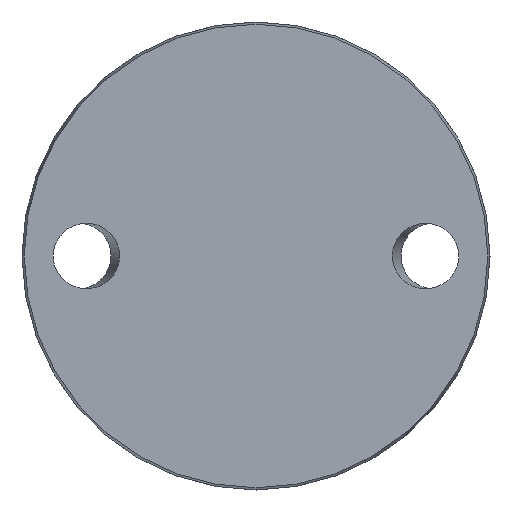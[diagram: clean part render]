
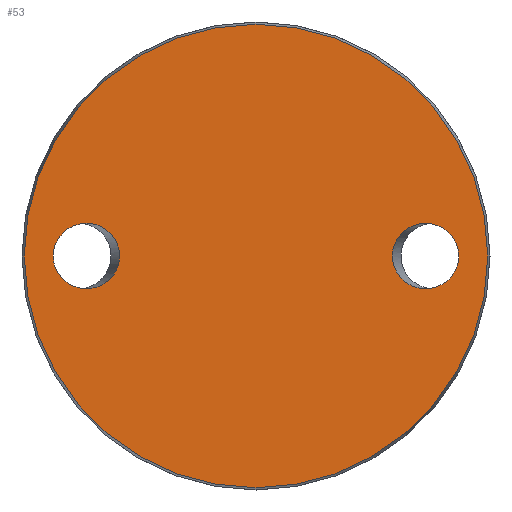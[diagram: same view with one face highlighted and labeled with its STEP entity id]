
A CAD part, front view. The second image highlights one B-rep face of the part: STEP entity #53.
In plain terms, the highlighted planar face has unit normal (0, -1, 0).
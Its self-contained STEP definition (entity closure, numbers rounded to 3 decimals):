
#52 = VERTEX_POINT ( 'NONE', #977 ) ;
#53 = ADVANCED_FACE ( 'NONE', ( #168, #632, #629 ), #322, .F. ) ;
#56 = EDGE_LOOP ( 'NONE', ( #404 ) ) ;
#70 = VERTEX_POINT ( 'NONE', #182 ) ;
#78 = EDGE_LOOP ( 'NONE', ( #985 ) ) ;
#92 = ORIENTED_EDGE ( 'NONE', *, *, #848, .T. ) ;
#106 = DIRECTION ( 'NONE',  ( 0., 0., -1. ) ) ;
#112 = CIRCLE ( 'NONE', #469, 58.425 ) ;
#145 = AXIS2_PLACEMENT_3D ( 'NONE', #161, #715, #943 ) ;
#156 = CARTESIAN_POINT ( 'NONE',  ( -34.385, 0., 16.5 ) ) ;
#161 = CARTESIAN_POINT ( 'NONE',  ( -58.425, 0., 0. ) ) ;
#168 = FACE_BOUND ( 'NONE', #56, .T. ) ;
#182 = CARTESIAN_POINT ( 'NONE',  ( 0., 0., -58.425 ) ) ;
#238 = CARTESIAN_POINT ( 'NONE',  ( 51.115, 0., 0. ) ) ;
#239 = EDGE_CURVE ( 'NONE', #965, #965, #508, .T. ) ;
#281 = EDGE_CURVE ( 'NONE', #52, #52, #705, .T. ) ;
#311 = CARTESIAN_POINT ( 'NONE',  ( 34.385, 0., 16.5 ) ) ;
#322 = PLANE ( 'NONE',  #145 ) ;
#365 = CARTESIAN_POINT ( 'NONE',  ( -51.115, 0., 0. ) ) ;
#395 = EDGE_LOOP ( 'NONE', ( #92 ) ) ;
#399 = CARTESIAN_POINT ( 'NONE',  ( 51.115, 0., 16.5 ) ) ;
#404 = ORIENTED_EDGE ( 'NONE', *, *, #239, .T. ) ;
#436 = CARTESIAN_POINT ( 'NONE',  ( -51.115, 0., 0. ) ) ;
#469 = AXIS2_PLACEMENT_3D ( 'NONE', #491, #649, #106 ) ;
#491 = CARTESIAN_POINT ( 'NONE',  ( 0., 0., 0. ) ) ;
#508 =( BOUNDED_CURVE ( )  B_SPLINE_CURVE ( 3, ( #602, #847, #156, #532, #773, #527, #365 ),
 .UNSPECIFIED., .T., .T. ) 
 B_SPLINE_CURVE_WITH_KNOTS ( ( 4, 3, 4 ),
 ( 0., 3.142, 6.283 ),
 .UNSPECIFIED. ) 
 CURVE ( )  GEOMETRIC_REPRESENTATION_ITEM ( )  RATIONAL_B_SPLINE_CURVE ( ( 1., 0.333, 0.333, 1., 0.333, 0.333, 1. ) ) 
 REPRESENTATION_ITEM ( '' )  );
#527 = CARTESIAN_POINT ( 'NONE',  ( -51.115, 0., -16.5 ) ) ;
#532 = CARTESIAN_POINT ( 'NONE',  ( -34.385, 0., 0. ) ) ;
#559 = CARTESIAN_POINT ( 'NONE',  ( 34.385, 0., -16.5 ) ) ;
#602 = CARTESIAN_POINT ( 'NONE',  ( -51.115, 0., 0. ) ) ;
#625 = CARTESIAN_POINT ( 'NONE',  ( 34.385, 0., 0. ) ) ;
#629 = FACE_OUTER_BOUND ( 'NONE', #395, .T. ) ;
#632 = FACE_BOUND ( 'NONE', #78, .T. ) ;
#649 = DIRECTION ( 'NONE',  ( 0., -1., 0. ) ) ;
#705 =( BOUNDED_CURVE ( )  B_SPLINE_CURVE ( 3, ( #709, #559, #714, #238, #399, #311, #625 ),
 .UNSPECIFIED., .T., .F. ) 
 B_SPLINE_CURVE_WITH_KNOTS ( ( 4, 3, 4 ),
 ( 0., 3.142, 6.283 ),
 .UNSPECIFIED. ) 
 CURVE ( )  GEOMETRIC_REPRESENTATION_ITEM ( )  RATIONAL_B_SPLINE_CURVE ( ( 1., 0.333, 0.333, 1., 0.333, 0.333, 1. ) ) 
 REPRESENTATION_ITEM ( '' )  );
#709 = CARTESIAN_POINT ( 'NONE',  ( 34.385, 0., 0. ) ) ;
#714 = CARTESIAN_POINT ( 'NONE',  ( 51.115, 0., -16.5 ) ) ;
#715 = DIRECTION ( 'NONE',  ( 0., 1., 0. ) ) ;
#773 = CARTESIAN_POINT ( 'NONE',  ( -34.385, 0., -16.5 ) ) ;
#847 = CARTESIAN_POINT ( 'NONE',  ( -51.115, 0., 16.5 ) ) ;
#848 = EDGE_CURVE ( 'NONE', #70, #70, #112, .T. ) ;
#943 = DIRECTION ( 'NONE',  ( 0., 0., 1. ) ) ;
#965 = VERTEX_POINT ( 'NONE', #436 ) ;
#977 = CARTESIAN_POINT ( 'NONE',  ( 34.385, 0., 0. ) ) ;
#985 = ORIENTED_EDGE ( 'NONE', *, *, #281, .F. ) ;
